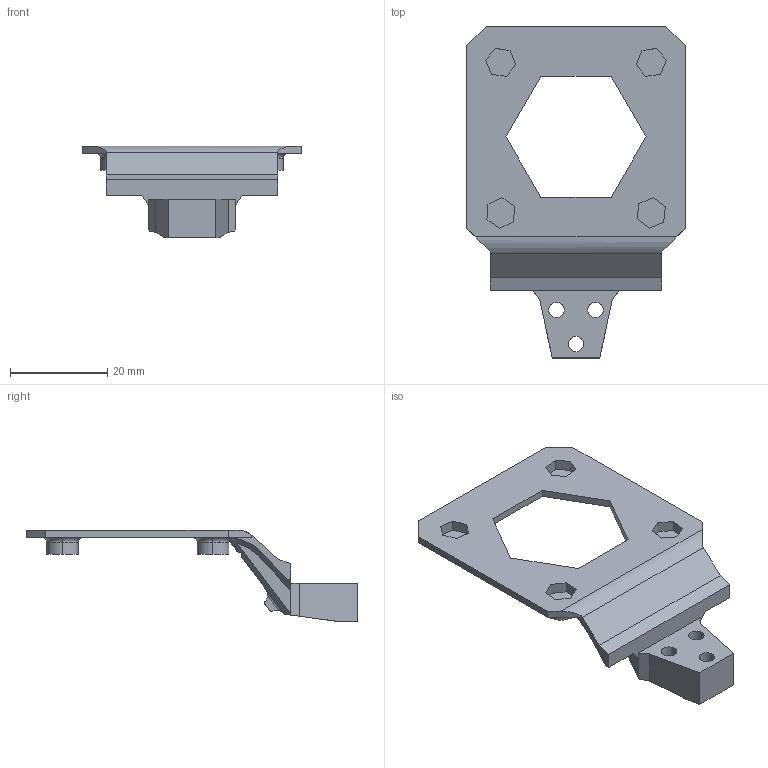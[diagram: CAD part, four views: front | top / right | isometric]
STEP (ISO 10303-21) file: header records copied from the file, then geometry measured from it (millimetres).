
FILE_DESCRIPTION (( 'STEP AP203' ), '1' );
FILE_NAME ('SHt42-Mount-Angled.STEP', '2022-04-21T14:26:05', ( 'Cyborg' ), ( '' ), 'SwSTEP 2.0', 'SolidWorks 2019', '' );
FILE_SCHEMA (( 'CONFIG_CONTROL_DESIGN' ));
Length unit declared in the file: millimetre
Products named in the file (1): SHt42-Mount-Angled
Bounding box: 45 x 68.35 x 18.92 mm (x, y, z)
Volume: 5419 mm3; surface area: 5926.1 mm2
Topology: 1 solids, 1 shells, 139 faces, 361 edges, 236 vertices
Faces by surface type: plane 88, cylinder 41, torus 8, cone 2
Entity records: 4383 total; most frequent: CARTESIAN_POINT 848, ORIENTED_EDGE 722, DIRECTION 709, EDGE_CURVE 361, LINE 243, VECTOR 243, VERTEX_POINT 236, AXIS2_PLACEMENT_3D 233
